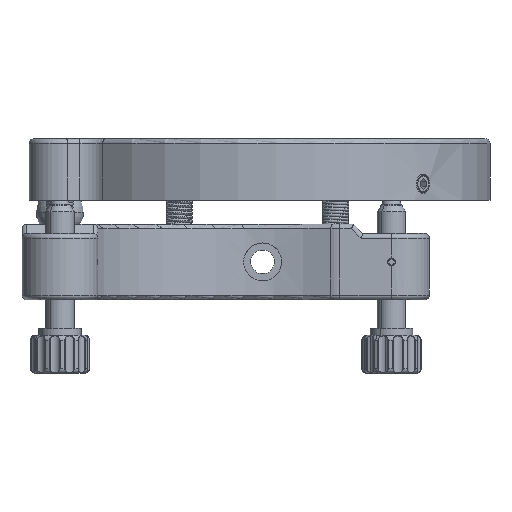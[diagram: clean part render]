
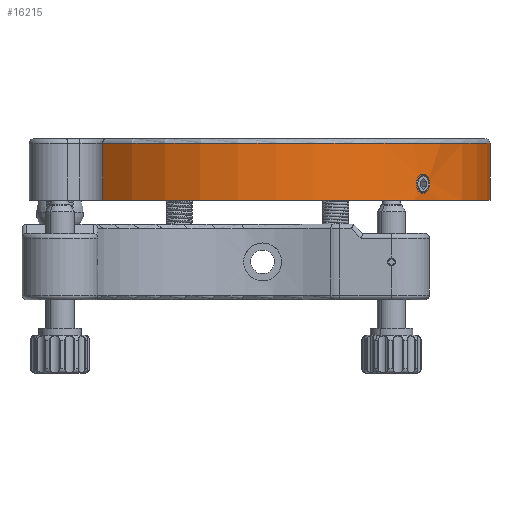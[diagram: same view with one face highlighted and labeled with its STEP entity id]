
A CAD part, front view. The second image highlights one B-rep face of the part: STEP entity #16215.
In plain terms, the highlighted cylindrical face has radius 48 mm (diameter 96 mm), a partial arc.
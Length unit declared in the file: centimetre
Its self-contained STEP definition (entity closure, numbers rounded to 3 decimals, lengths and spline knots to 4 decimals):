
#129 = VECTOR ( 'NONE', #23736, 100. ) ;
#920 = VERTEX_POINT ( 'NONE', #16757 ) ;
#1105 = CARTESIAN_POINT ( 'NONE',  ( 7.6219, -7.7255, 0.4982 ) ) ;
#1222 = CARTESIAN_POINT ( 'NONE',  ( 7.6663, -7.6819, 0.515 ) ) ;
#1933 = CARTESIAN_POINT ( 'NONE',  ( 7.7888, -7.5554, 0.35 ) ) ;
#2072 = CARTESIAN_POINT ( 'NONE',  ( 7.6022, -7.7445, 0.2188 ) ) ;
#2447 = CARTESIAN_POINT ( 'NONE',  ( 9.08, -4.28, 1.2 ) ) ;
#3659 = CARTESIAN_POINT ( 'NONE',  ( 7.732, -7.6153, 0.4933 ) ) ;
#3688 = FACE_BOUND ( 'NONE', #36539, .T. ) ;
#4033 = CARTESIAN_POINT ( 'NONE',  ( 7.7444, -7.6023, 0.4813 ) ) ;
#4045 = VECTOR ( 'NONE', #37045, 100. ) ;
#4157 = FACE_OUTER_BOUND ( 'NONE', #5661, .T. ) ;
#4647 = DIRECTION ( 'NONE',  ( 1., 0., 0. ) ) ;
#4861 = CARTESIAN_POINT ( 'NONE',  ( 7.6437, -7.7042, 0.1903 ) ) ;
#5107 = CARTESIAN_POINT ( 'NONE',  ( 7.5554, -7.7888, 0.3392 ) ) ;
#5317 = CARTESIAN_POINT ( 'NONE',  ( 9.08, -4.28, 1.3 ) ) ;
#5616 = CARTESIAN_POINT ( 'NONE',  ( 7.5562, -7.788, 0.3283 ) ) ;
#5661 = EDGE_LOOP ( 'NONE', ( #24132, #15882, #35043, #5998 ) ) ;
#5817 = B_SPLINE_CURVE_WITH_KNOTS ( 'NONE', 3,
 ( #1933, #16275, #22167, #22288, #7673, #31098, #13559, #34029, #36957, #31351, #13805, #19616, #25130, #22413, #34289, #4861, #25371, #28302, #34159, #2072, #16768, #19738, #31219, #16644, #37088, #22532, #31592, #5616, #5107, #19867 ),
 .UNSPECIFIED., .F., .F.,
 ( 4, 2, 2, 2, 2, 2, 2, 2, 2, 2, 2, 2, 2, 2, 4 ),
 ( 0., 0.0003, 0.0006, 0.001, 0.0013, 0.0019, 0.0026, 0.0029, 0.0032, 0.0035, 0.0039, 0.0042, 0.0045, 0.0048, 0.0052 ),
 .UNSPECIFIED. ) ;
#5998 = ORIENTED_EDGE ( 'NONE', *, *, #29739, .T. ) ;
#6581 = CARTESIAN_POINT ( 'NONE',  ( 7.7044, -7.6436, 0.5108 ) ) ;
#7566 = DIRECTION ( 'NONE',  ( 0., 0., -1. ) ) ;
#7673 = CARTESIAN_POINT ( 'NONE',  ( 7.783, -7.5616, 0.2968 ) ) ;
#9526 = CARTESIAN_POINT ( 'NONE',  ( 7.6894, -7.6588, 0.515 ) ) ;
#9650 = CARTESIAN_POINT ( 'NONE',  ( 7.7254, -7.6221, 0.4983 ) ) ;
#9776 = CARTESIAN_POINT ( 'NONE',  ( 7.5706, -7.7746, 0.433 ) ) ;
#9898 = CARTESIAN_POINT ( 'NONE',  ( 7.6437, -7.7043, 0.5097 ) ) ;
#10632 = ORIENTED_EDGE ( 'NONE', *, *, #12667, .T. ) ;
#10830 = CARTESIAN_POINT ( 'NONE',  ( 9.08, -4.28, 0. ) ) ;
#11268 = VERTEX_POINT ( 'NONE', #15895 ) ;
#11550 = LINE ( 'NONE', #17847, #129 ) ;
#12339 = CARTESIAN_POINT ( 'NONE',  ( 7.7503, -7.5962, 0.4744 ) ) ;
#12464 = CARTESIAN_POINT ( 'NONE',  ( 7.7858, -7.5586, 0.3935 ) ) ;
#12567 = DIRECTION ( 'NONE',  ( 0., 0., 1. ) ) ;
#12595 = CARTESIAN_POINT ( 'NONE',  ( 7.6151, -7.7321, 0.4932 ) ) ;
#12667 = EDGE_CURVE ( 'NONE', #36793, #11268, #5817, .T. ) ;
#12708 = VERTEX_POINT ( 'NONE', #2447 ) ;
#12719 = CARTESIAN_POINT ( 'NONE',  ( 7.5795, -7.7662, 0.4514 ) ) ;
#12930 = CARTESIAN_POINT ( 'NONE',  ( 4.28, -4.28, 0. ) ) ;
#13074 = CARTESIAN_POINT ( 'NONE',  ( 4.28, -4.28, 1.2 ) ) ;
#13559 = CARTESIAN_POINT ( 'NONE',  ( 7.7739, -7.5713, 0.2673 ) ) ;
#13595 = CARTESIAN_POINT ( 'NONE',  ( 4.28, -4.28, 1.3 ) ) ;
#13805 = CARTESIAN_POINT ( 'NONE',  ( 7.7323, -7.6149, 0.2058 ) ) ;
#13977 = EDGE_CURVE ( 'NONE', #12708, #32374, #30317, .T. ) ;
#14005 = AXIS2_PLACEMENT_3D ( 'NONE', #12930, #12567, #24380 ) ;
#14141 = CARTESIAN_POINT ( 'NONE',  ( 0.9019, -7.69, 1.2 ) ) ;
#15882 = ORIENTED_EDGE ( 'NONE', *, *, #13977, .T. ) ;
#15895 = CARTESIAN_POINT ( 'NONE',  ( 7.5554, -7.7888, 0.35 ) ) ;
#16168 = DIRECTION ( 'NONE',  ( -1., 0., 0. ) ) ;
#16215 = ADVANCED_FACE ( 'NONE', ( #4157, #3688 ), #34344, .T. ) ;
#16275 = CARTESIAN_POINT ( 'NONE',  ( 7.7888, -7.5554, 0.3391 ) ) ;
#16644 = CARTESIAN_POINT ( 'NONE',  ( 7.5714, -7.7738, 0.2672 ) ) ;
#16757 = CARTESIAN_POINT ( 'NONE',  ( 0.9019, -7.69, 0. ) ) ;
#16768 = CARTESIAN_POINT ( 'NONE',  ( 7.5962, -7.7503, 0.2256 ) ) ;
#17847 = CARTESIAN_POINT ( 'NONE',  ( 0.9019, -7.69, 1.3 ) ) ;
#19349 = EDGE_CURVE ( 'NONE', #12708, #21083, #24675, .T. ) ;
#19616 = CARTESIAN_POINT ( 'NONE',  ( 7.7046, -7.6434, 0.1893 ) ) ;
#19656 = DIRECTION ( 'NONE',  ( 0., 0., -1. ) ) ;
#19738 = CARTESIAN_POINT ( 'NONE',  ( 7.585, -7.7609, 0.241 ) ) ;
#19867 = CARTESIAN_POINT ( 'NONE',  ( 7.5554, -7.7888, 0.35 ) ) ;
#21083 = VERTEX_POINT ( 'NONE', #10830 ) ;
#21461 = CARTESIAN_POINT ( 'NONE',  ( 7.7661, -7.5796, 0.4515 ) ) ;
#22037 = EDGE_CURVE ( 'NONE', #11268, #36793, #33309, .T. ) ;
#22167 = CARTESIAN_POINT ( 'NONE',  ( 7.788, -7.5562, 0.3284 ) ) ;
#22288 = CARTESIAN_POINT ( 'NONE',  ( 7.7852, -7.5593, 0.3073 ) ) ;
#22413 = CARTESIAN_POINT ( 'NONE',  ( 7.6665, -7.6817, 0.185 ) ) ;
#22532 = CARTESIAN_POINT ( 'NONE',  ( 7.5616, -7.783, 0.2969 ) ) ;
#23736 = DIRECTION ( 'NONE',  ( 0., 0., -1. ) ) ;
#23968 = CIRCLE ( 'NONE', #14005, 4.8 ) ;
#24132 = ORIENTED_EDGE ( 'NONE', *, *, #19349, .F. ) ;
#24155 = CARTESIAN_POINT ( 'NONE',  ( 7.5554, -7.7888, 0.35 ) ) ;
#24380 = DIRECTION ( 'NONE',  ( 1., 0., 0. ) ) ;
#24534 = CARTESIAN_POINT ( 'NONE',  ( 7.7888, -7.5554, 0.3718 ) ) ;
#24675 = LINE ( 'NONE', #5317, #4045 ) ;
#25130 = CARTESIAN_POINT ( 'NONE',  ( 7.6894, -7.6589, 0.185 ) ) ;
#25371 = CARTESIAN_POINT ( 'NONE',  ( 7.6364, -7.7114, 0.1934 ) ) ;
#25944 = CARTESIAN_POINT ( 'NONE',  ( 7.7888, -7.5554, 0.35 ) ) ;
#27087 = CARTESIAN_POINT ( 'NONE',  ( 7.7745, -7.5707, 0.4332 ) ) ;
#27214 = CARTESIAN_POINT ( 'NONE',  ( 7.5554, -7.7888, 0.3715 ) ) ;
#27333 = CARTESIAN_POINT ( 'NONE',  ( 7.5586, -7.7858, 0.3932 ) ) ;
#28302 = CARTESIAN_POINT ( 'NONE',  ( 7.6221, -7.7254, 0.2017 ) ) ;
#29091 = ORIENTED_EDGE ( 'NONE', *, *, #22037, .T. ) ;
#29739 = EDGE_CURVE ( 'NONE', #920, #21083, #23968, .T. ) ;
#30008 = CARTESIAN_POINT ( 'NONE',  ( 7.6587, -7.6895, 0.5139 ) ) ;
#30130 = CARTESIAN_POINT ( 'NONE',  ( 7.5961, -7.7504, 0.4742 ) ) ;
#30317 = CIRCLE ( 'NONE', #31668, 4.8 ) ;
#31098 = CARTESIAN_POINT ( 'NONE',  ( 7.7773, -7.5676, 0.2768 ) ) ;
#31219 = CARTESIAN_POINT ( 'NONE',  ( 7.5801, -7.7656, 0.2494 ) ) ;
#31227 = AXIS2_PLACEMENT_3D ( 'NONE', #13595, #19656, #4647 ) ;
#31351 = CARTESIAN_POINT ( 'NONE',  ( 7.7451, -7.6017, 0.2181 ) ) ;
#31471 = EDGE_CURVE ( 'NONE', #32374, #920, #11550, .T. ) ;
#31592 = CARTESIAN_POINT ( 'NONE',  ( 7.5593, -7.7852, 0.3072 ) ) ;
#31668 = AXIS2_PLACEMENT_3D ( 'NONE', #13074, #7566, #16168 ) ;
#32374 = VERTEX_POINT ( 'NONE', #14141 ) ;
#33057 = CARTESIAN_POINT ( 'NONE',  ( 7.7888, -7.5554, 0.35 ) ) ;
#33184 = CARTESIAN_POINT ( 'NONE',  ( 7.6022, -7.7446, 0.4812 ) ) ;
#33309 = B_SPLINE_CURVE_WITH_KNOTS ( 'NONE', 3,
 ( #24155, #27214, #27333, #9776, #12719, #30130, #33184, #12595, #1105, #35752, #9898, #30008, #1222, #9526, #6581, #9650, #3659, #4033, #12339, #21461, #27087, #12464, #24534, #33057 ),
 .UNSPECIFIED., .F., .F.,
 ( 4, 2, 2, 2, 2, 2, 2, 2, 2, 2, 2, 4 ),
 ( 0.0052, 0.0058, 0.0064, 0.0068, 0.0071, 0.0074, 0.0077, 0.0084, 0.0087, 0.009, 0.0097, 0.0103 ),
 .UNSPECIFIED. ) ;
#34029 = CARTESIAN_POINT ( 'NONE',  ( 7.7656, -7.58, 0.2494 ) ) ;
#34159 = CARTESIAN_POINT ( 'NONE',  ( 7.6151, -7.7321, 0.2068 ) ) ;
#34289 = CARTESIAN_POINT ( 'NONE',  ( 7.6588, -7.6894, 0.1861 ) ) ;
#34344 = CYLINDRICAL_SURFACE ( 'NONE', #31227, 4.8 ) ;
#35043 = ORIENTED_EDGE ( 'NONE', *, *, #31471, .T. ) ;
#35752 = CARTESIAN_POINT ( 'NONE',  ( 7.6362, -7.7116, 0.5065 ) ) ;
#36539 = EDGE_LOOP ( 'NONE', ( #10632, #29091 ) ) ;
#36793 = VERTEX_POINT ( 'NONE', #25944 ) ;
#36957 = CARTESIAN_POINT ( 'NONE',  ( 7.7608, -7.5851, 0.2409 ) ) ;
#37045 = DIRECTION ( 'NONE',  ( 0., 0., -1. ) ) ;
#37088 = CARTESIAN_POINT ( 'NONE',  ( 7.5676, -7.7774, 0.2769 ) ) ;
